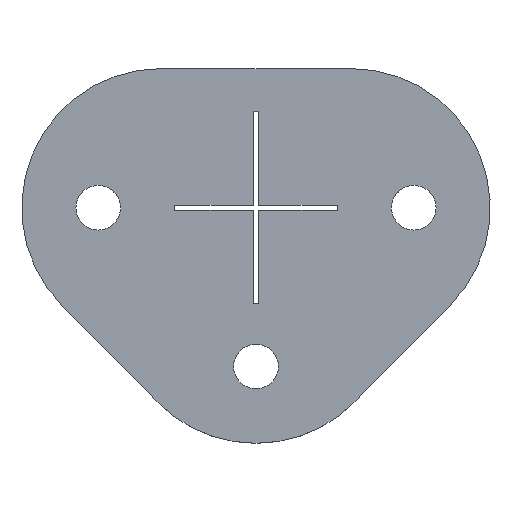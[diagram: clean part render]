
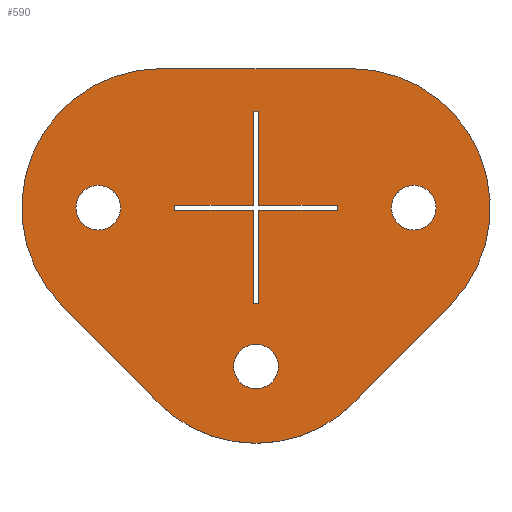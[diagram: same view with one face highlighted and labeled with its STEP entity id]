
A CAD part, top view. The second image highlights one B-rep face of the part: STEP entity #590.
In plain terms, the highlighted planar face has unit normal (0, 0, 1).
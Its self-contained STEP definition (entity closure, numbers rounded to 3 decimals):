
#27=FACE_BOUND('',#114,.T.);
#28=FACE_BOUND('',#115,.T.);
#29=FACE_BOUND('',#116,.T.);
#30=FACE_BOUND('',#117,.T.);
#49=PLANE('',#667);
#79=FACE_OUTER_BOUND('',#113,.T.);
#113=EDGE_LOOP('',(#537,#538,#539,#540,#541,#542));
#114=EDGE_LOOP('',(#543));
#115=EDGE_LOOP('',(#544,#545,#546,#547,#548,#549,#550,#551,#552,#553,#554,
#555));
#116=EDGE_LOOP('',(#556));
#117=EDGE_LOOP('',(#557));
#129=LINE('',#893,#187);
#133=LINE('',#901,#191);
#137=LINE('',#912,#195);
#141=LINE('',#920,#199);
#145=LINE('',#931,#203);
#149=LINE('',#939,#207);
#153=LINE('',#950,#211);
#157=LINE('',#958,#215);
#164=LINE('',#972,#222);
#165=LINE('',#974,#223);
#169=LINE('',#986,#227);
#172=LINE('',#994,#230);
#175=LINE('',#1001,#233);
#187=VECTOR('',#727,10.);
#191=VECTOR('',#733,10.);
#195=VECTOR('',#743,10.);
#199=VECTOR('',#749,10.);
#203=VECTOR('',#759,10.);
#207=VECTOR('',#765,10.);
#211=VECTOR('',#775,10.);
#215=VECTOR('',#781,10.);
#222=VECTOR('',#798,10.);
#223=VECTOR('',#801,10.);
#227=VECTOR('',#815,10.);
#230=VECTOR('',#824,10.);
#233=VECTOR('',#833,10.);
#244=CIRCLE('',#627,1.65);
#246=CIRCLE('',#631,1.65);
#248=CIRCLE('',#635,1.65);
#253=CIRCLE('',#653,6.);
#254=CIRCLE('',#657,6.);
#255=CIRCLE('',#659,10.271);
#256=CIRCLE('',#662,10.271);
#257=CIRCLE('',#665,10.271);
#273=VERTEX_POINT('',#871);
#275=VERTEX_POINT('',#879);
#277=VERTEX_POINT('',#887);
#278=VERTEX_POINT('',#891);
#279=VERTEX_POINT('',#892);
#282=VERTEX_POINT('',#900);
#285=VERTEX_POINT('',#910);
#286=VERTEX_POINT('',#911);
#289=VERTEX_POINT('',#919);
#292=VERTEX_POINT('',#929);
#293=VERTEX_POINT('',#930);
#296=VERTEX_POINT('',#938);
#299=VERTEX_POINT('',#948);
#300=VERTEX_POINT('',#949);
#303=VERTEX_POINT('',#957);
#306=VERTEX_POINT('',#979);
#307=VERTEX_POINT('',#981);
#308=VERTEX_POINT('',#985);
#309=VERTEX_POINT('',#989);
#310=VERTEX_POINT('',#993);
#311=VERTEX_POINT('',#997);
#328=EDGE_CURVE('',#273,#273,#244,.T.);
#332=EDGE_CURVE('',#275,#275,#246,.T.);
#336=EDGE_CURVE('',#277,#277,#248,.T.);
#338=EDGE_CURVE('',#278,#279,#129,.T.);
#342=EDGE_CURVE('',#279,#282,#133,.T.);
#347=EDGE_CURVE('',#285,#286,#137,.T.);
#351=EDGE_CURVE('',#289,#285,#141,.T.);
#356=EDGE_CURVE('',#292,#293,#145,.T.);
#360=EDGE_CURVE('',#293,#296,#149,.T.);
#365=EDGE_CURVE('',#299,#300,#153,.T.);
#369=EDGE_CURVE('',#303,#299,#157,.T.);
#376=EDGE_CURVE('',#282,#292,#253,.T.);
#378=EDGE_CURVE('',#296,#303,#164,.T.);
#379=EDGE_CURVE('',#286,#278,#165,.T.);
#381=EDGE_CURVE('',#300,#289,#254,.T.);
#383=EDGE_CURVE('',#307,#306,#255,.T.);
#385=EDGE_CURVE('',#308,#307,#169,.T.);
#387=EDGE_CURVE('',#309,#308,#256,.T.);
#389=EDGE_CURVE('',#310,#309,#172,.T.);
#391=EDGE_CURVE('',#311,#310,#257,.T.);
#393=EDGE_CURVE('',#306,#311,#175,.T.);
#537=ORIENTED_EDGE('',*,*,#393,.T.);
#538=ORIENTED_EDGE('',*,*,#391,.T.);
#539=ORIENTED_EDGE('',*,*,#389,.T.);
#540=ORIENTED_EDGE('',*,*,#387,.T.);
#541=ORIENTED_EDGE('',*,*,#385,.T.);
#542=ORIENTED_EDGE('',*,*,#383,.T.);
#543=ORIENTED_EDGE('',*,*,#328,.T.);
#544=ORIENTED_EDGE('',*,*,#381,.T.);
#545=ORIENTED_EDGE('',*,*,#351,.T.);
#546=ORIENTED_EDGE('',*,*,#347,.T.);
#547=ORIENTED_EDGE('',*,*,#379,.T.);
#548=ORIENTED_EDGE('',*,*,#338,.T.);
#549=ORIENTED_EDGE('',*,*,#342,.T.);
#550=ORIENTED_EDGE('',*,*,#376,.T.);
#551=ORIENTED_EDGE('',*,*,#356,.T.);
#552=ORIENTED_EDGE('',*,*,#360,.T.);
#553=ORIENTED_EDGE('',*,*,#378,.T.);
#554=ORIENTED_EDGE('',*,*,#369,.T.);
#555=ORIENTED_EDGE('',*,*,#365,.T.);
#556=ORIENTED_EDGE('',*,*,#332,.T.);
#557=ORIENTED_EDGE('',*,*,#336,.T.);
#590=ADVANCED_FACE('',(#79,#27,#28,#29,#30),#49,.T.);
#627=AXIS2_PLACEMENT_3D('',#872,#702,#703);
#631=AXIS2_PLACEMENT_3D('',#880,#712,#713);
#635=AXIS2_PLACEMENT_3D('',#888,#722,#723);
#653=AXIS2_PLACEMENT_3D('',#969,#793,#794);
#657=AXIS2_PLACEMENT_3D('',#977,#805,#806);
#659=AXIS2_PLACEMENT_3D('',#982,#810,#811);
#662=AXIS2_PLACEMENT_3D('',#990,#819,#820);
#665=AXIS2_PLACEMENT_3D('',#998,#828,#829);
#667=AXIS2_PLACEMENT_3D('',#1002,#834,#835);
#702=DIRECTION('center_axis',(0.,0.,-1.));
#703=DIRECTION('ref_axis',(-1.,0.,0.));
#712=DIRECTION('center_axis',(0.,0.,-1.));
#713=DIRECTION('ref_axis',(-1.,0.,0.));
#722=DIRECTION('center_axis',(0.,0.,-1.));
#723=DIRECTION('ref_axis',(-1.,0.,0.));
#727=DIRECTION('',(-1.,0.,0.));
#733=DIRECTION('',(0.,-1.,0.));
#743=DIRECTION('',(1.,0.,0.));
#749=DIRECTION('',(0.,-1.,0.));
#759=DIRECTION('',(0.,1.,0.));
#765=DIRECTION('',(-1.,0.,0.));
#775=DIRECTION('',(0.,1.,0.));
#781=DIRECTION('',(1.,0.,0.));
#793=DIRECTION('center_axis',(0.,0.,-1.));
#794=DIRECTION('ref_axis',(1.,0.,0.));
#798=DIRECTION('',(0.,1.,0.));
#801=DIRECTION('',(0.,-1.,0.));
#805=DIRECTION('center_axis',(0.,0.,-1.));
#806=DIRECTION('ref_axis',(-1.,0.,0.));
#810=DIRECTION('center_axis',(0.,0.,1.));
#811=DIRECTION('ref_axis',(0.,1.,0.));
#815=DIRECTION('',(-1.,0.,0.));
#819=DIRECTION('center_axis',(0.,0.,1.));
#820=DIRECTION('ref_axis',(0.,-1.,0.));
#824=DIRECTION('',(0.702,0.712,0.));
#828=DIRECTION('center_axis',(0.,0.,1.));
#829=DIRECTION('ref_axis',(1.,0.,0.));
#833=DIRECTION('',(0.702,-0.712,0.));
#834=DIRECTION('center_axis',(0.,0.,1.));
#835=DIRECTION('ref_axis',(1.,0.,0.));
#871=CARTESIAN_POINT('',(1.65,-30.,2.));
#872=CARTESIAN_POINT('Origin',(0.,-30.,2.));
#879=CARTESIAN_POINT('',(-10.,-18.271,2.));
#880=CARTESIAN_POINT('Origin',(-11.65,-18.271,2.));
#887=CARTESIAN_POINT('',(13.3,-18.271,2.));
#888=CARTESIAN_POINT('Origin',(11.65,-18.271,2.));
#891=CARTESIAN_POINT('',(6.,-18.471,2.));
#892=CARTESIAN_POINT('',(0.2,-18.471,2.));
#893=CARTESIAN_POINT('',(6.,-18.471,2.));
#900=CARTESIAN_POINT('',(0.2,-25.377,2.));
#901=CARTESIAN_POINT('',(0.2,-11.165,2.));
#910=CARTESIAN_POINT('',(0.2,-18.071,2.));
#911=CARTESIAN_POINT('',(6.,-18.071,2.));
#912=CARTESIAN_POINT('',(-6.,-18.071,2.));
#919=CARTESIAN_POINT('',(0.2,-11.165,2.));
#920=CARTESIAN_POINT('',(0.2,-11.165,2.));
#929=CARTESIAN_POINT('',(-0.2,-25.377,2.));
#930=CARTESIAN_POINT('',(-0.2,-18.471,2.));
#931=CARTESIAN_POINT('',(-0.2,-25.377,2.));
#938=CARTESIAN_POINT('',(-6.,-18.471,2.));
#939=CARTESIAN_POINT('',(6.,-18.471,2.));
#948=CARTESIAN_POINT('',(-0.2,-18.071,2.));
#949=CARTESIAN_POINT('',(-0.2,-11.165,2.));
#950=CARTESIAN_POINT('',(-0.2,-25.377,2.));
#957=CARTESIAN_POINT('',(-6.,-18.071,2.));
#958=CARTESIAN_POINT('',(-6.,-18.071,2.));
#969=CARTESIAN_POINT('Origin',(0.,-19.38,2.));
#972=CARTESIAN_POINT('',(-6.,-19.38,2.));
#974=CARTESIAN_POINT('',(6.,-17.162,2.));
#977=CARTESIAN_POINT('Origin',(0.,-17.162,2.));
#979=CARTESIAN_POINT('',(-14.343,-25.482,2.));
#981=CARTESIAN_POINT('',(-7.029,-8.,2.));
#982=CARTESIAN_POINT('Origin',(-7.029,-18.271,2.));
#985=CARTESIAN_POINT('',(7.029,-8.,2.));
#986=CARTESIAN_POINT('',(7.029,-8.,2.));
#989=CARTESIAN_POINT('',(14.343,-25.482,2.));
#990=CARTESIAN_POINT('Origin',(7.029,-18.271,2.));
#993=CARTESIAN_POINT('',(7.314,-32.611,2.));
#994=CARTESIAN_POINT('',(7.314,-32.611,2.));
#997=CARTESIAN_POINT('',(-7.314,-32.611,2.));
#998=CARTESIAN_POINT('Origin',(0.,-25.4,2.));
#1001=CARTESIAN_POINT('',(-14.343,-25.482,2.));
#1002=CARTESIAN_POINT('Origin',(0.,-30.577,
2.));
